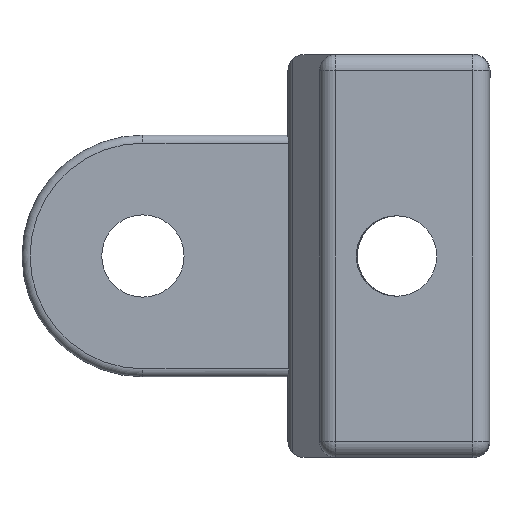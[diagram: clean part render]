
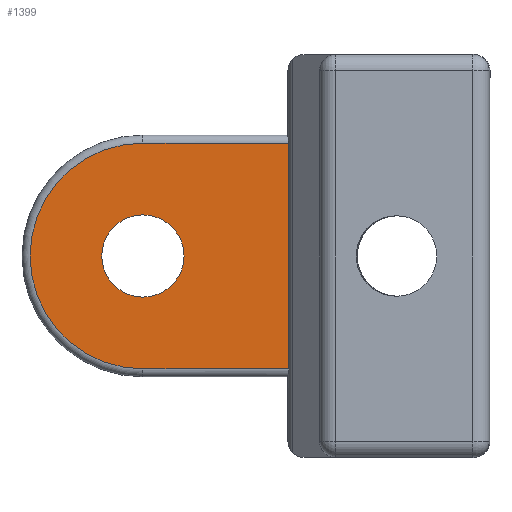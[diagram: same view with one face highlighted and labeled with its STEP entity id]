
A CAD part, left-side view. The second image highlights one B-rep face of the part: STEP entity #1399.
In plain terms, the highlighted planar face has unit normal (-1, 0, 0).
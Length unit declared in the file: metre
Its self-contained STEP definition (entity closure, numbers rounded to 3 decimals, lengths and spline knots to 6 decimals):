
#114=CIRCLE('',#1539,0.00255);
#115=CIRCLE('',#1540,0.007);
#267=ORIENTED_EDGE('',*,*,#627,.T.);
#268=ORIENTED_EDGE('',*,*,#628,.T.);
#269=ORIENTED_EDGE('',*,*,#629,.T.);
#270=ORIENTED_EDGE('',*,*,#630,.T.);
#271=ORIENTED_EDGE('',*,*,#631,.T.);
#627=EDGE_CURVE('',#811,#811,#114,.T.);
#628=EDGE_CURVE('',#812,#813,#932,.T.);
#629=EDGE_CURVE('',#813,#814,#933,.F.);
#630=EDGE_CURVE('',#814,#815,#115,.F.);
#631=EDGE_CURVE('',#815,#812,#934,.T.);
#811=VERTEX_POINT('',#2223);
#812=VERTEX_POINT('',#2225);
#813=VERTEX_POINT('',#2226);
#814=VERTEX_POINT('',#2228);
#815=VERTEX_POINT('',#2230);
#932=LINE('',#2224,#1051);
#933=LINE('',#2227,#1052);
#934=LINE('',#2231,#1053);
#1051=VECTOR('',#1796,1.);
#1052=VECTOR('',#1797,1.);
#1053=VECTOR('',#1800,1.);
#1158=EDGE_LOOP('',(#267));
#1159=EDGE_LOOP('',(#268,#269,#270,#271));
#1261=FACE_BOUND('',#1158,.T.);
#1262=FACE_BOUND('',#1159,.T.);
#1346=PLANE('',#1538);
#1399=ADVANCED_FACE('',(#1261,#1262),#1346,.F.);
#1538=AXIS2_PLACEMENT_3D('',#2221,#1792,#1793);
#1539=AXIS2_PLACEMENT_3D('',#2222,#1794,#1795);
#1540=AXIS2_PLACEMENT_3D('',#2229,#1798,#1799);
#1792=DIRECTION('',(1.,0.,0.));
#1793=DIRECTION('',(0.,0.,-1.));
#1794=DIRECTION('',(1.,0.,0.));
#1795=DIRECTION('',(0.,0.,-1.));
#1796=DIRECTION('',(0.,0.,1.));
#1797=DIRECTION('',(0.,-1.,0.));
#1798=DIRECTION('',(1.,0.,0.));
#1799=DIRECTION('',(0.,0.,-1.));
#1800=DIRECTION('',(0.,-1.,0.));
#2221=CARTESIAN_POINT('',(-0.005934,0.022863,0.005));
#2222=CARTESIAN_POINT('',(-0.005934,0.015363,0.0125));
#2223=CARTESIAN_POINT('',(-0.005934,0.015363,0.00995));
#2224=CARTESIAN_POINT('',(-0.005934,0.00633,0.005));
#2225=CARTESIAN_POINT('',(-0.005934,0.00633,0.0055));
#2226=CARTESIAN_POINT('',(-0.005934,0.00633,0.0195));
#2227=CARTESIAN_POINT('',(-0.005934,0.022863,0.0195));
#2228=CARTESIAN_POINT('',(-0.005934,0.015363,0.0195));
#2229=CARTESIAN_POINT('',(-0.005934,0.015363,0.0125));
#2230=CARTESIAN_POINT('',(-0.005934,0.015363,0.0055));
#2231=CARTESIAN_POINT('',(-0.005934,0.022863,0.0055));
